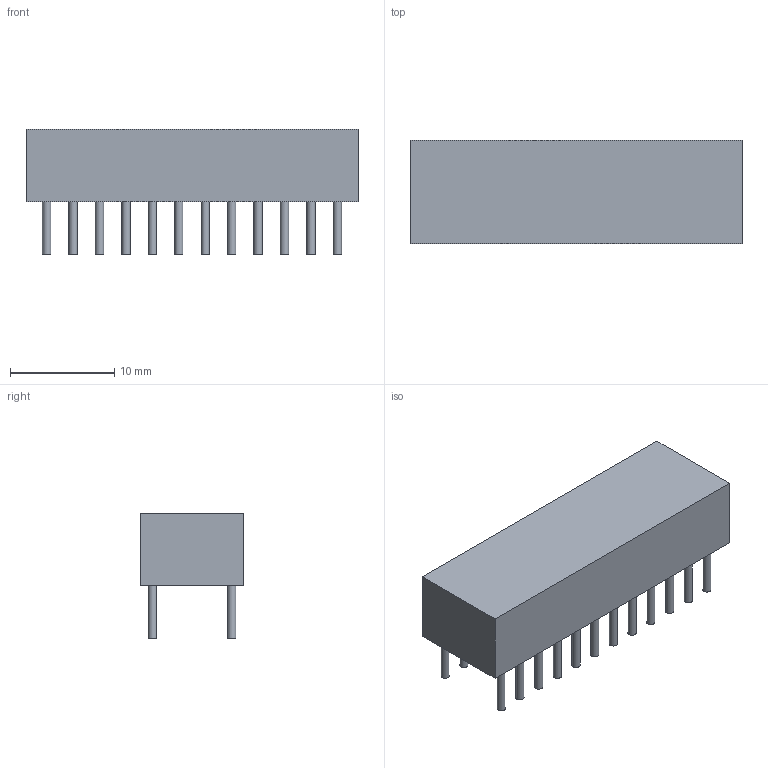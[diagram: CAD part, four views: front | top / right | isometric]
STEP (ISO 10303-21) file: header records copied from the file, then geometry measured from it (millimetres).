
FILE_DESCRIPTION(('FreeCAD Model'),'2;1');
FILE_NAME('11598932.1.4.stp','2022-02-13T12:27:20',( 'Author'),(''),'Open CASCADE STEP processor 6.9','FreeCAD','Unknown' );
FILE_SCHEMA(('AUTOMOTIVE_DESIGN { 1 0 10303 214 1 1 1 1 }'));
Length unit declared in the file: millimetre
Products named in the file (3): ASSEMBLY; Body; Leads
Assembly tree (2 placements, depth 2):
  ASSEMBLY
    Body
    Leads
Bounding box: 31.9 x 9.9 x 12.1 mm (x, y, z)
Volume: 2272.2 mm3; surface area: 1548.6 mm2
Topology: 25 solids, 25 shells, 78 faces, 84 edges, 56 vertices
Faces by surface type: plane 54, cylinder 24
Full cylindrical faces by diameter (mm): 0.8 x24
Entity records: 2795 total; most frequent: DIRECTION 462, CARTESIAN_POINT 389, ORIENTED_EDGE 168, PCURVE 168, DEFINITIONAL_REPRESENTATION 168, LINE 156, VECTOR 156, AXIS2_PLACEMENT_3D 129
